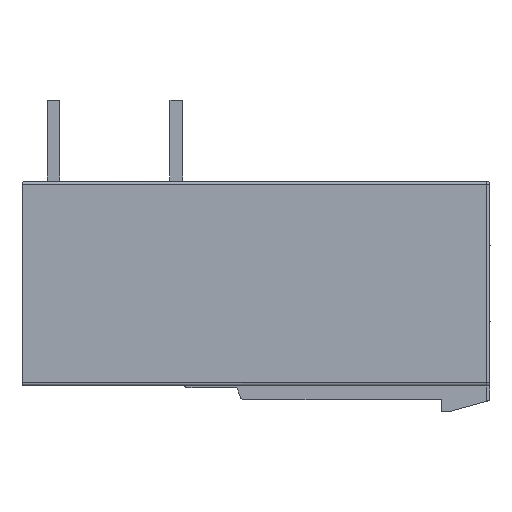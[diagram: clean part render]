
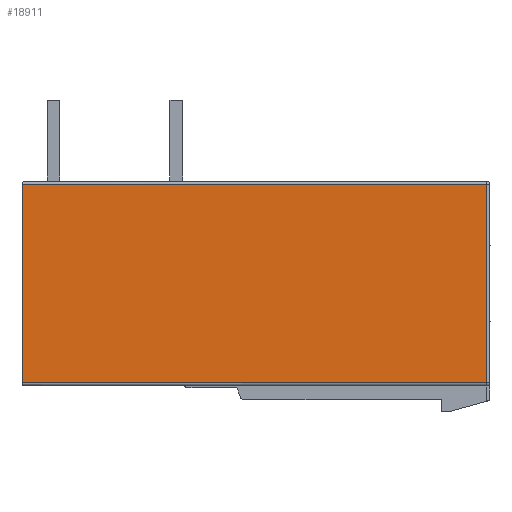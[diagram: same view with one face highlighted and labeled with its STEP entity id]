
A CAD part, front view. The second image highlights one B-rep face of the part: STEP entity #18911.
In plain terms, the highlighted planar face has unit normal (0, -1, 0).
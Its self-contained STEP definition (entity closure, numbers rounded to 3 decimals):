
#6444=DIRECTION('',(1.,0.,0.));
#6445=VECTOR('',#6444,28.8);
#6446=CARTESIAN_POINT('',(-11.15,-7.62,6.756));
#6447=LINE('',#6446,#6445);
#6448=DIRECTION('',(0.,0.,-1.));
#6449=VECTOR('',#6448,12.3);
#6450=CARTESIAN_POINT('',(17.65,-7.62,6.756));
#6451=LINE('',#6450,#6449);
#6452=DIRECTION('',(1.,0.,0.));
#6453=VECTOR('',#6452,28.8);
#6454=CARTESIAN_POINT('',(-11.15,-7.62,-5.544));
#6455=LINE('',#6454,#6453);
#6634=DIRECTION('',(0.,0.,1.));
#6635=VECTOR('',#6634,12.3);
#6636=CARTESIAN_POINT('',(-11.15,-7.62,-5.544));
#6637=LINE('',#6636,#6635);
#10027=CARTESIAN_POINT('',(-11.15,-7.62,-5.544));
#10028=VERTEX_POINT('',#10027);
#10035=CARTESIAN_POINT('',(-11.15,-7.62,6.756));
#10036=CARTESIAN_POINT('',(17.65,-7.62,6.756));
#10037=VERTEX_POINT('',#10035);
#10038=VERTEX_POINT('',#10036);
#10039=CARTESIAN_POINT('',(17.65,-7.62,-5.544));
#10040=VERTEX_POINT('',#10039);
#18898=CARTESIAN_POINT('',(17.85,-7.62,-5.744));
#18899=DIRECTION('',(0.,1.,0.));
#18900=DIRECTION('',(0.,0.,1.));
#18901=AXIS2_PLACEMENT_3D('',#18898,#18899,#18900);
#18902=PLANE('',#18901);
#18903=ORIENTED_EDGE('',*,*,#18866,.T.);
#18904=ORIENTED_EDGE('',*,*,#18889,.T.);
#18906=ORIENTED_EDGE('',*,*,#18905,.F.);
#18908=ORIENTED_EDGE('',*,*,#18907,.T.);
#18909=EDGE_LOOP('',(#18903,#18904,#18906,#18908));
#18910=FACE_OUTER_BOUND('',#18909,.F.);
#18911=ADVANCED_FACE('',(#18910),#18902,.F.);
#18866=EDGE_CURVE('',#10037,#10038,#6447,.T.);
#18889=EDGE_CURVE('',#10038,#10040,#6451,.T.);
#18905=EDGE_CURVE('',#10028,#10040,#6455,.T.);
#18907=EDGE_CURVE('',#10028,#10037,#6637,.T.);
